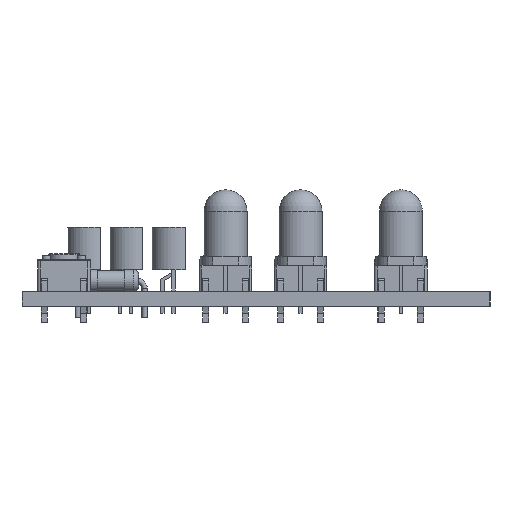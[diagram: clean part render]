
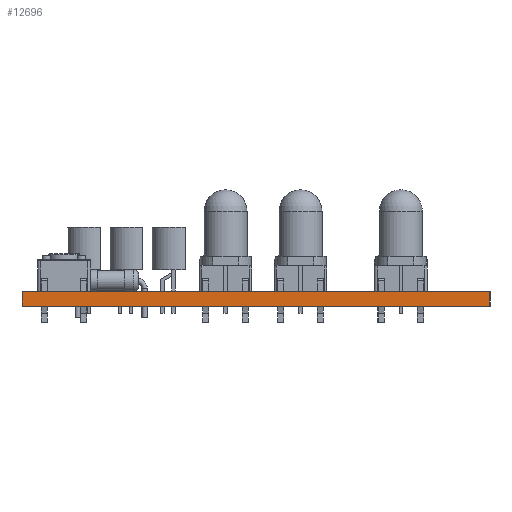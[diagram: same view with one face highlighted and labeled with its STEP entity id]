
A CAD part, left-side view. The second image highlights one B-rep face of the part: STEP entity #12696.
In plain terms, the highlighted planar face has unit normal (-1, 0, 0).
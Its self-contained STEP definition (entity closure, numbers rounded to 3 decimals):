
#12515 = PLANE('',#12516);
#12516 = AXIS2_PLACEMENT_3D('',#12517,#12518,#12519);
#12517 = CARTESIAN_POINT('',(64.516,53.34,0.));
#12518 = DIRECTION('',(0.,-1.,0.));
#12519 = DIRECTION('',(-1.,0.,0.));
#12540 = VERTEX_POINT('',#12541);
#12541 = CARTESIAN_POINT('',(0.,53.34,1.6));
#12555 = PLANE('',#12556);
#12556 = AXIS2_PLACEMENT_3D('',#12557,#12558,#12559);
#12557 = CARTESIAN_POINT('',(33.57,26.523,1.6));
#12558 = DIRECTION('',(0.,0.,1.));
#12559 = DIRECTION('',(1.,0.,-0.));
#12567 = EDGE_CURVE('',#12568,#12540,#12570,.T.);
#12568 = VERTEX_POINT('',#12569);
#12569 = CARTESIAN_POINT('',(0.,53.34,0.));
#12570 = SURFACE_CURVE('',#12571,(#12575,#12582),.PCURVE_S1.);
#12571 = LINE('',#12572,#12573);
#12572 = CARTESIAN_POINT('',(0.,53.34,0.));
#12573 = VECTOR('',#12574,1.);
#12574 = DIRECTION('',(0.,0.,1.));
#12575 = PCURVE('',#12515,#12576);
#12576 = DEFINITIONAL_REPRESENTATION('',(#12577),#12581);
#12577 = LINE('',#12578,#12579);
#12578 = CARTESIAN_POINT('',(64.516,0.));
#12579 = VECTOR('',#12580,1.);
#12580 = DIRECTION('',(0.,-1.));
#12581 = ( GEOMETRIC_REPRESENTATION_CONTEXT(2) 
PARAMETRIC_REPRESENTATION_CONTEXT() REPRESENTATION_CONTEXT('2D SPACE',''
  ) );
#12582 = PCURVE('',#12583,#12588);
#12583 = PLANE('',#12584);
#12584 = AXIS2_PLACEMENT_3D('',#12585,#12586,#12587);
#12585 = CARTESIAN_POINT('',(0.,53.34,0.));
#12586 = DIRECTION('',(1.,0.,-0.));
#12587 = DIRECTION('',(0.,-1.,0.));
#12588 = DEFINITIONAL_REPRESENTATION('',(#12589),#12593);
#12589 = LINE('',#12590,#12591);
#12590 = CARTESIAN_POINT('',(0.,0.));
#12591 = VECTOR('',#12592,1.);
#12592 = DIRECTION('',(0.,-1.));
#12593 = ( GEOMETRIC_REPRESENTATION_CONTEXT(2) 
PARAMETRIC_REPRESENTATION_CONTEXT() REPRESENTATION_CONTEXT('2D SPACE',''
  ) );
#12609 = PLANE('',#12610);
#12610 = AXIS2_PLACEMENT_3D('',#12611,#12612,#12613);
#12611 = CARTESIAN_POINT('',(33.57,26.523,0.));
#12612 = DIRECTION('',(0.,0.,1.));
#12613 = DIRECTION('',(1.,0.,-0.));
#12696 = ADVANCED_FACE('',(#12697),#12583,.F.);
#12697 = FACE_BOUND('',#12698,.F.);
#12698 = EDGE_LOOP('',(#12699,#12700,#12723,#12751));
#12699 = ORIENTED_EDGE('',*,*,#12567,.T.);
#12700 = ORIENTED_EDGE('',*,*,#12701,.T.);
#12701 = EDGE_CURVE('',#12540,#12702,#12704,.T.);
#12702 = VERTEX_POINT('',#12703);
#12703 = CARTESIAN_POINT('',(0.,0.,1.6));
#12704 = SURFACE_CURVE('',#12705,(#12709,#12716),.PCURVE_S1.);
#12705 = LINE('',#12706,#12707);
#12706 = CARTESIAN_POINT('',(0.,53.34,1.6));
#12707 = VECTOR('',#12708,1.);
#12708 = DIRECTION('',(0.,-1.,0.));
#12709 = PCURVE('',#12583,#12710);
#12710 = DEFINITIONAL_REPRESENTATION('',(#12711),#12715);
#12711 = LINE('',#12712,#12713);
#12712 = CARTESIAN_POINT('',(0.,-1.6));
#12713 = VECTOR('',#12714,1.);
#12714 = DIRECTION('',(1.,0.));
#12715 = ( GEOMETRIC_REPRESENTATION_CONTEXT(2) 
PARAMETRIC_REPRESENTATION_CONTEXT() REPRESENTATION_CONTEXT('2D SPACE',''
  ) );
#12716 = PCURVE('',#12555,#12717);
#12717 = DEFINITIONAL_REPRESENTATION('',(#12718),#12722);
#12718 = LINE('',#12719,#12720);
#12719 = CARTESIAN_POINT('',(-33.57,26.817));
#12720 = VECTOR('',#12721,1.);
#12721 = DIRECTION('',(0.,-1.));
#12722 = ( GEOMETRIC_REPRESENTATION_CONTEXT(2) 
PARAMETRIC_REPRESENTATION_CONTEXT() REPRESENTATION_CONTEXT('2D SPACE',''
  ) );
#12723 = ORIENTED_EDGE('',*,*,#12724,.F.);
#12724 = EDGE_CURVE('',#12725,#12702,#12727,.T.);
#12725 = VERTEX_POINT('',#12726);
#12726 = CARTESIAN_POINT('',(0.,-0.,0.));
#12727 = SURFACE_CURVE('',#12728,(#12732,#12739),.PCURVE_S1.);
#12728 = LINE('',#12729,#12730);
#12729 = CARTESIAN_POINT('',(0.,-0.,0.));
#12730 = VECTOR('',#12731,1.);
#12731 = DIRECTION('',(0.,0.,1.));
#12732 = PCURVE('',#12583,#12733);
#12733 = DEFINITIONAL_REPRESENTATION('',(#12734),#12738);
#12734 = LINE('',#12735,#12736);
#12735 = CARTESIAN_POINT('',(53.34,0.));
#12736 = VECTOR('',#12737,1.);
#12737 = DIRECTION('',(0.,-1.));
#12738 = ( GEOMETRIC_REPRESENTATION_CONTEXT(2) 
PARAMETRIC_REPRESENTATION_CONTEXT() REPRESENTATION_CONTEXT('2D SPACE',''
  ) );
#12739 = PCURVE('',#12740,#12745);
#12740 = PLANE('',#12741);
#12741 = AXIS2_PLACEMENT_3D('',#12742,#12743,#12744);
#12742 = CARTESIAN_POINT('',(0.,0.,0.));
#12743 = DIRECTION('',(0.,1.,0.));
#12744 = DIRECTION('',(1.,0.,0.));
#12745 = DEFINITIONAL_REPRESENTATION('',(#12746),#12750);
#12746 = LINE('',#12747,#12748);
#12747 = CARTESIAN_POINT('',(0.,0.));
#12748 = VECTOR('',#12749,1.);
#12749 = DIRECTION('',(0.,-1.));
#12750 = ( GEOMETRIC_REPRESENTATION_CONTEXT(2) 
PARAMETRIC_REPRESENTATION_CONTEXT() REPRESENTATION_CONTEXT('2D SPACE',''
  ) );
#12751 = ORIENTED_EDGE('',*,*,#12752,.F.);
#12752 = EDGE_CURVE('',#12568,#12725,#12753,.T.);
#12753 = SURFACE_CURVE('',#12754,(#12758,#12765),.PCURVE_S1.);
#12754 = LINE('',#12755,#12756);
#12755 = CARTESIAN_POINT('',(0.,53.34,0.));
#12756 = VECTOR('',#12757,1.);
#12757 = DIRECTION('',(0.,-1.,0.));
#12758 = PCURVE('',#12583,#12759);
#12759 = DEFINITIONAL_REPRESENTATION('',(#12760),#12764);
#12760 = LINE('',#12761,#12762);
#12761 = CARTESIAN_POINT('',(0.,0.));
#12762 = VECTOR('',#12763,1.);
#12763 = DIRECTION('',(1.,0.));
#12764 = ( GEOMETRIC_REPRESENTATION_CONTEXT(2) 
PARAMETRIC_REPRESENTATION_CONTEXT() REPRESENTATION_CONTEXT('2D SPACE',''
  ) );
#12765 = PCURVE('',#12609,#12766);
#12766 = DEFINITIONAL_REPRESENTATION('',(#12767),#12771);
#12767 = LINE('',#12768,#12769);
#12768 = CARTESIAN_POINT('',(-33.57,26.817));
#12769 = VECTOR('',#12770,1.);
#12770 = DIRECTION('',(0.,-1.));
#12771 = ( GEOMETRIC_REPRESENTATION_CONTEXT(2) 
PARAMETRIC_REPRESENTATION_CONTEXT() REPRESENTATION_CONTEXT('2D SPACE',''
  ) );
